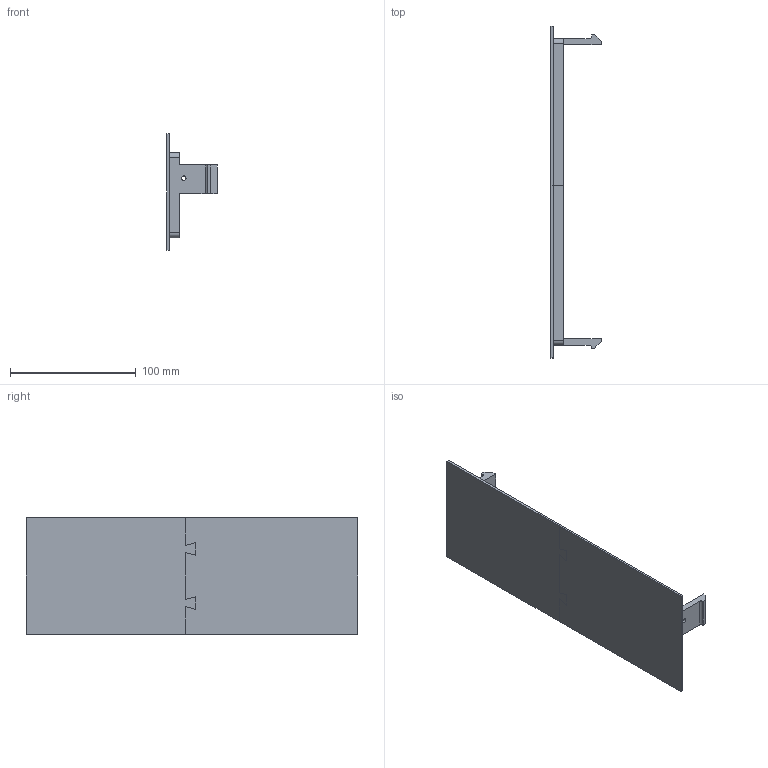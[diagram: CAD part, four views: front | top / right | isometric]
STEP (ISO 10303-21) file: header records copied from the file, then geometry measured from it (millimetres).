
FILE_DESCRIPTION(/* description */ (''),/* implementation_level */ '2;1');
FILE_NAME(/* name */ 'Briefkasten v17.stp',/* time_stamp */ '2022-09-22T11:49:03+02:00',/* author */ (''),/* organization */ (''),/* preprocessor_version */ 'ST-DEVELOPER v19',/* originating_system */ 'Autodesk Translation Framework v11.7.0.108',/* authorisation */ '');
FILE_SCHEMA (('AUTOMOTIVE_DESIGN { 1 0 10303 214 3 1 1 }'));
Length unit declared in the file: millimetre
Products named in the file (1): Briefkasten
Bounding box: 40 x 263.8 x 93 mm (x, y, z)
Volume: 64895.2 mm3; surface area: 64507.2 mm2
Topology: 2 solids, 2 shells, 74 faces, 210 edges, 140 vertices
Faces by surface type: plane 62, cylinder 12
Full cylindrical faces by diameter (mm): 3.5 x2
Entity records: 2418 total; most frequent: CARTESIAN_POINT 425, ORIENTED_EDGE 420, DIRECTION 384, EDGE_CURVE 210, LINE 186, VECTOR 186, VERTEX_POINT 140, AXIS2_PLACEMENT_3D 99
